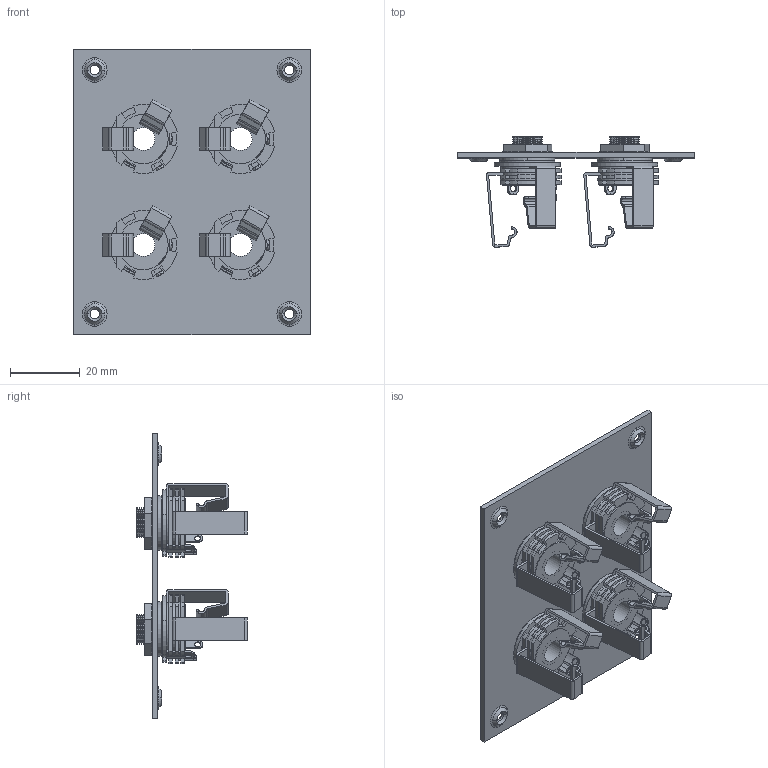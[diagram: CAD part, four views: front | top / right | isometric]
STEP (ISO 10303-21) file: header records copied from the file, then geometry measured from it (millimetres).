
FILE_DESCRIPTION (( 'STEP AP214' ), '1' );
FILE_NAME ('USP41-4.STEP', '2007-12-04T21:07:51', ( ' ' ), ( ' ' ), 'SwSTEP 2.0', 'SolidWorks 2007', '' );
FILE_SCHEMA (( 'AUTOMOTIVE_DESIGN' ));
Length unit declared in the file: inch
Products named in the file (13): 3AA03-005; 3AA09-007; USP41-4; 3AB13-012; 3AB13-013; 1AA13-048; 1AR18-002; 3AA09-006; 3AB13-010; 3AB13-011; 1AJ04-002; 1AJ03-003; 3AA03-016
Assembly tree (20 placements, depth 3):
  USP41-4
    3AA03-005  x4
    1AA13-048  x4
      3AB13-011
      1AJ03-003
      3AA09-007
      3AB13-012
      3AA03-016
      3AB13-013
      3AA09-006
      3AB13-010
      1AJ04-002
    1AR18-002
Bounding box: 68.07 x 31.78 x 82.04 mm (x, y, z)
Volume: 16007.8 mm3; surface area: 37043 mm2
Topology: 49 solids, 49 shells, 1806 faces, 4624 edges, 2896 vertices
Faces by surface type: cylinder 864, plane 550, cone 376, torus 16
Entity records: 15538 total; most frequent: CARTESIAN_POINT 2788, DIRECTION 2523, ORIENTED_EDGE 2270, EDGE_CURVE 1135, AXIS2_PLACEMENT_3D 965, VERTEX_POINT 708, VECTOR 593, LINE 593
